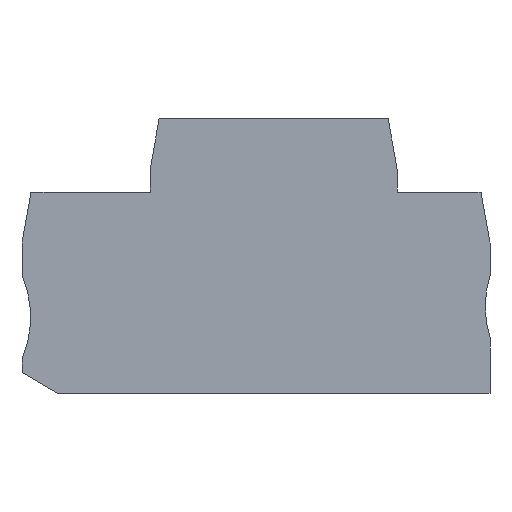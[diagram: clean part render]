
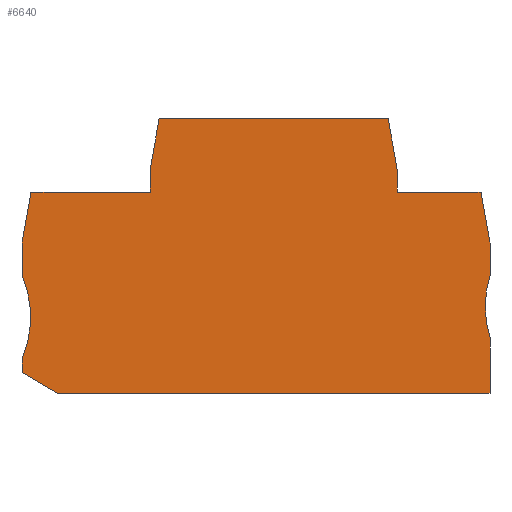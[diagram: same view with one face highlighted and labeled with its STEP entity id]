
A CAD part, left-side view. The second image highlights one B-rep face of the part: STEP entity #6640.
In plain terms, the highlighted face is planar.
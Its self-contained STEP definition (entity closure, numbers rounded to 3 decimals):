
#60=CARTESIAN_POINT('',(96.907,-11.943,53.67));
#70=DIRECTION('',(0.,-1.,0.));
#80=VECTOR('',#70,1.);
#90=LINE('',#60,#80);
#100=CARTESIAN_POINT('',(96.907,-5.9,53.67));
#110=VERTEX_POINT('',#100);
#120=CARTESIAN_POINT('',(96.907,-9.15,53.67));
#130=VERTEX_POINT('',#120);
#140=EDGE_CURVE('',#110,#130,#90,.T.);
#570=CARTESIAN_POINT('',(47.857,-38.2,53.67));
#580=VERTEX_POINT('',#570);
#750=CARTESIAN_POINT('',(110.302,-38.2,53.67));
#760=VERTEX_POINT('',#750);
#790=CARTESIAN_POINT('',(104.93,-38.2,53.67));
#800=DIRECTION('',(-1.,0.,0.));
#810=VECTOR('',#800,1.);
#820=LINE('',#790,#810);
#830=EDGE_CURVE('',#760,#580,#820,.T.);
#1000=CARTESIAN_POINT('',(115.407,-11.943,53.67));
#1010=DIRECTION('',(0.,-1.,0.));
#1020=VECTOR('',#1010,1.);
#1030=LINE('',#1000,#1020);
#1040=CARTESIAN_POINT('',(115.407,-16.5,53.67));
#1050=VERTEX_POINT('',#1040);
#1060=CARTESIAN_POINT('',(115.407,-21.2,53.67));
#1070=VERTEX_POINT('',#1060);
#1080=EDGE_CURVE('',#1050,#1070,#1030,.T.);
#1470=CARTESIAN_POINT('',(47.857,-11.943,53.67));
#1480=DIRECTION('',(0.,1.,0.));
#1490=VECTOR('',#1480,1.);
#1500=LINE('',#1470,#1490);
#1510=CARTESIAN_POINT('',(47.857,-30.2,53.67));
#1520=VERTEX_POINT('',#1510);
#1530=EDGE_CURVE('',#580,#1520,#1500,.T.);
#1850=CARTESIAN_POINT('',(115.407,-11.943,53.67));
#1860=DIRECTION('',(0.,-1.,0.));
#1870=VECTOR('',#1860,1.);
#1880=LINE('',#1850,#1870);
#1890=CARTESIAN_POINT('',(115.407,-33.2,53.67));
#1900=VERTEX_POINT('',#1890);
#1910=CARTESIAN_POINT('',(115.407,-35.2,53.67));
#1920=VERTEX_POINT('',#1910);
#1930=EDGE_CURVE('',#1900,#1920,#1880,.T.);
#2320=CARTESIAN_POINT('',(129.155,-27.2,53.67));
#2330=DIRECTION('',(0.,0.,1.));
#2340=DIRECTION('',(1.,0.,0.));
#2350=AXIS2_PLACEMENT_3D('',#2320,#2330,#2340);
#2360=CIRCLE('',#2350,15.);
#2370=EDGE_CURVE('',#1070,#1900,#2360,.T.);
#2670=CARTESIAN_POINT('',(47.857,-16.5,53.67));
#2680=VERTEX_POINT('',#2670);
#2850=CARTESIAN_POINT('',(47.857,-21.2,53.67));
#2860=VERTEX_POINT('',#2850);
#2890=CARTESIAN_POINT('',(47.857,-11.943,53.67));
#2900=DIRECTION('',(0.,1.,0.));
#2910=VECTOR('',#2900,1.);
#2920=LINE('',#2890,#2910);
#2930=EDGE_CURVE('',#2860,#2680,#2920,.T.);
#3100=CARTESIAN_POINT('',(33.548,-25.7,53.67));
#3110=DIRECTION('',(0.,0.,-1.));
#3120=DIRECTION('',(-1.,0.,0.));
#3130=AXIS2_PLACEMENT_3D('',#3100,#3110,#3120);
#3140=CIRCLE('',#3130,15.);
#3150=EDGE_CURVE('',#2860,#1520,#3140,.T.);
#4300=CARTESIAN_POINT('',(104.93,-9.15,53.67));
#4310=DIRECTION('',(1.,0.,0.));
#4320=VECTOR('',#4310,1.);
#4330=LINE('',#4300,#4320);
#4340=CARTESIAN_POINT('',(49.153,-9.15,53.67));
#4350=VERTEX_POINT('',#4340);
#4360=CARTESIAN_POINT('',(61.257,-9.15,53.67));
#4370=VERTEX_POINT('',#4360);
#4380=EDGE_CURVE('',#4350,#4370,#4330,.T.);
#4690=CARTESIAN_POINT('',(104.93,-9.15,53.67));
#4700=DIRECTION('',(1.,0.,0.));
#4710=VECTOR('',#4700,1.);
#4720=LINE('',#4690,#4710);
#4730=CARTESIAN_POINT('',(114.111,-9.15,53.67));
#4740=VERTEX_POINT('',#4730);
#4750=EDGE_CURVE('',#130,#4740,#4720,.T.);
#4990=CARTESIAN_POINT('',(97.973,-11.943,53.67));
#5000=DIRECTION('',(0.174,-0.985,0.));
#5010=VECTOR('',#5000,1.);
#5020=LINE('',#4990,#5010);
#5030=CARTESIAN_POINT('',(95.611,1.45,53.67));
#5040=VERTEX_POINT('',#5030);
#5050=EDGE_CURVE('',#5040,#110,#5020,.T.);
#5300=CARTESIAN_POINT('',(48.661,-11.943,53.67));
#5310=DIRECTION('',(0.174,0.985,0.));
#5320=VECTOR('',#5310,1.);
#5330=LINE('',#5300,#5320);
#5340=EDGE_CURVE('',#2680,#4350,#5330,.T.);
#5540=CARTESIAN_POINT('',(114.604,-11.943,53.67));
#5550=DIRECTION('',(0.174,-0.985,0.));
#5560=VECTOR('',#5550,1.);
#5570=LINE('',#5540,#5560);
#5580=EDGE_CURVE('',#4740,#1050,#5570,.T.);
#5800=CARTESIAN_POINT('',(104.93,-41.357,53.67));
#5810=DIRECTION('',(-0.862,-0.507,0.));
#5820=VECTOR('',#5810,1.);
#5830=LINE('',#5800,#5820);
#5840=EDGE_CURVE('',#1920,#760,#5830,.T.);
#6060=CARTESIAN_POINT('',(62.553,1.45,53.67));
#6070=VERTEX_POINT('',#6060);
#6100=CARTESIAN_POINT('',(104.93,1.45,53.67));
#6110=DIRECTION('',(1.,0.,0.));
#6120=VECTOR('',#6110,1.);
#6130=LINE('',#6100,#6120);
#6140=EDGE_CURVE('',#6070,#5040,#6130,.T.);
#6280=CARTESIAN_POINT('',(56.147,-20.796,53.67));
#6290=DIRECTION('',(0.,0.,-1.));
#6300=DIRECTION('',(-1.,0.,0.));
#6310=AXIS2_PLACEMENT_3D('',#6280,#6290,#6300);
#6320=PLANE('',#6310);
#6330=ORIENTED_EDGE('',*,*,#5840,.T.);
#6340=ORIENTED_EDGE('',*,*,#1930,.T.);
#6350=ORIENTED_EDGE('',*,*,#2370,.T.);
#6360=ORIENTED_EDGE('',*,*,#1080,.T.);
#6370=ORIENTED_EDGE('',*,*,#5580,.T.);
#6380=ORIENTED_EDGE('',*,*,#4750,.T.);
#6390=ORIENTED_EDGE('',*,*,#140,.T.);
#6400=ORIENTED_EDGE('',*,*,#5050,.T.);
#6410=ORIENTED_EDGE('',*,*,#6140,.T.);
#6420=CARTESIAN_POINT('',(60.192,-11.943,53.67));
#6430=DIRECTION('',(0.174,0.985,0.));
#6440=VECTOR('',#6430,1.);
#6450=LINE('',#6420,#6440);
#6460=CARTESIAN_POINT('',(61.257,-5.9,53.67));
#6470=VERTEX_POINT('',#6460);
#6480=EDGE_CURVE('',#6470,#6070,#6450,.T.);
#6490=ORIENTED_EDGE('',*,*,#6480,.T.);
#6500=CARTESIAN_POINT('',(61.257,-11.943,53.67));
#6510=DIRECTION('',(0.,1.,0.));
#6520=VECTOR('',#6510,1.);
#6530=LINE('',#6500,#6520);
#6540=EDGE_CURVE('',#4370,#6470,#6530,.T.);
#6550=ORIENTED_EDGE('',*,*,#6540,.T.);
#6560=ORIENTED_EDGE('',*,*,#4380,.T.);
#6570=ORIENTED_EDGE('',*,*,#5340,.T.);
#6580=ORIENTED_EDGE('',*,*,#2930,.T.);
#6590=ORIENTED_EDGE('',*,*,#3150,.F.);
#6600=ORIENTED_EDGE('',*,*,#1530,.T.);
#6610=ORIENTED_EDGE('',*,*,#830,.T.);
#6620=EDGE_LOOP('',(#6610,#6600,#6590,#6580,#6570,#6560,#6550,#6490,
#6410,#6400,#6390,#6380,#6370,#6360,#6350,#6340,#6330));
#6630=FACE_OUTER_BOUND('',#6620,.T.);
#6640=ADVANCED_FACE('',(#6630),#6320,.T.);
